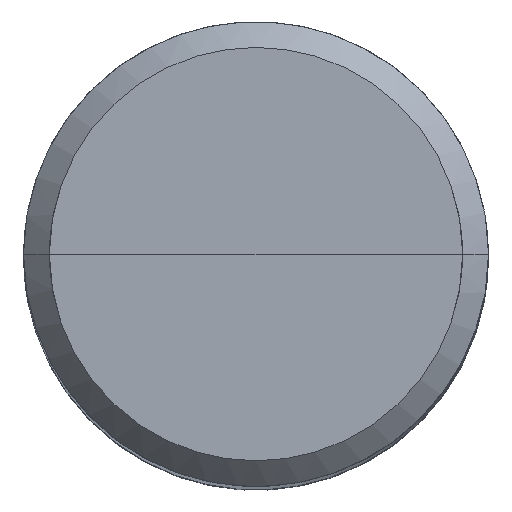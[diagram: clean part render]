
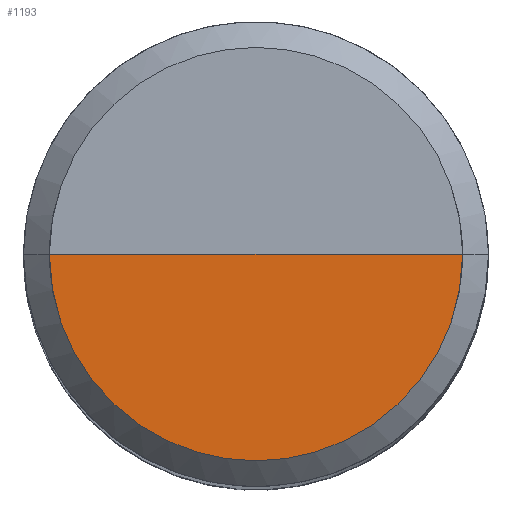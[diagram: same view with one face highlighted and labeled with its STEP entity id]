
A CAD part, top view. The second image highlights one B-rep face of the part: STEP entity #1193.
In plain terms, the highlighted free-form (B-spline) face has degree [1, 2] with [2, 5] control points.
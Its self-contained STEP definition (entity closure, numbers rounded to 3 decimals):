
#880=CARTESIAN_POINT('',(8.0,0.0,63.0));
#884=CARTESIAN_POINT('',(-8.0,0.0,63.0));
#885=CARTESIAN_POINT('',(0.0,0.0,63.0));
#892=CARTESIAN_POINT('',(-8.0,-8.0,63.0));
#893=CARTESIAN_POINT('',(0.0,-8.0,63.0));
#894=CARTESIAN_POINT('',(8.0,-8.0,63.0));
#1178=(
BOUNDED_SURFACE()
B_SPLINE_SURFACE(1,2,(
(#884,#892,#893,#894,#880),
(#885,#885,#885,#885,#885)
), .UNSPECIFIED.,.F.,.F.,.F.)
B_SPLINE_SURFACE_WITH_KNOTS((2,2),(3,2,3),(
0.0,1.0),(
0.0,0.5,1.0), .UNSPECIFIED.)
GEOMETRIC_REPRESENTATION_ITEM()
RATIONAL_B_SPLINE_SURFACE(((1.0,0.707,1.0,0.707,1.0),
(1.0,0.707,1.0,0.707,1.0)
))
REPRESENTATION_ITEM('')
SURFACE()
);
#1179=(
BOUNDED_CURVE()
B_SPLINE_CURVE(2,(#880,#894,#893,#892,#884),.UNSPECIFIED.,.F.,.F.)
B_SPLINE_CURVE_WITH_KNOTS((3,2,3),
(0.0,0.5,1.0),.UNSPECIFIED.)
CURVE()
GEOMETRIC_REPRESENTATION_ITEM()
RATIONAL_B_SPLINE_CURVE((1.0,0.707,1.0,0.707,1.0))
REPRESENTATION_ITEM('')
);
#1180=(
BOUNDED_CURVE()
B_SPLINE_CURVE(1,(#884,#885),.UNSPECIFIED.,.F.,.F.)
B_SPLINE_CURVE_WITH_KNOTS((2,2),
(0.0,1.0),.UNSPECIFIED.)
CURVE()
GEOMETRIC_REPRESENTATION_ITEM()
RATIONAL_B_SPLINE_CURVE((1.0,1.0))
REPRESENTATION_ITEM('')
);
#1181=(
BOUNDED_CURVE()
B_SPLINE_CURVE(1,(#885,#880),.UNSPECIFIED.,.F.,.F.)
B_SPLINE_CURVE_WITH_KNOTS((2,2),
(0.0,1.0),.UNSPECIFIED.)
CURVE()
GEOMETRIC_REPRESENTATION_ITEM()
RATIONAL_B_SPLINE_CURVE((1.0,1.0))
REPRESENTATION_ITEM('')
);
#1182=VERTEX_POINT('',#880);
#1183=VERTEX_POINT('',#884);
#1184=VERTEX_POINT('',#885);
#1185=EDGE_CURVE('',#1182,#1183,#1179,.T.);
#1186=EDGE_CURVE('',#1183,#1184,#1180,.T.);
#1187=EDGE_CURVE('',#1184,#1182,#1181,.T.);
#1188=ORIENTED_EDGE('',*,*,#1185,.T.);
#1189=ORIENTED_EDGE('',*,*,#1186,.T.);
#1190=ORIENTED_EDGE('',*,*,#1187,.T.);
#1191=EDGE_LOOP('',(#1188,#1189,#1190));
#1192=FACE_OUTER_BOUND('',#1191,.T.);
#1193=ADVANCED_FACE('',(#1192),#1178,.T.);
